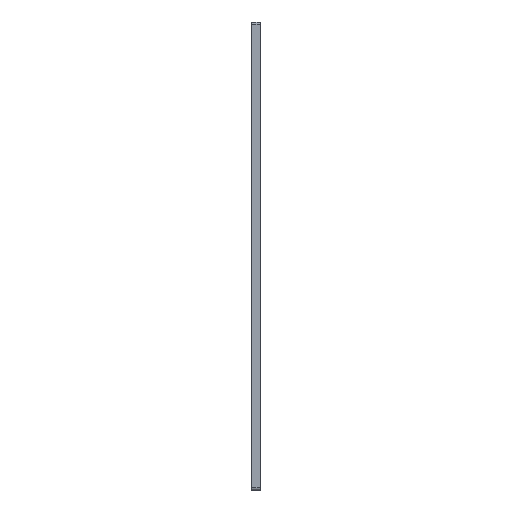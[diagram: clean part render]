
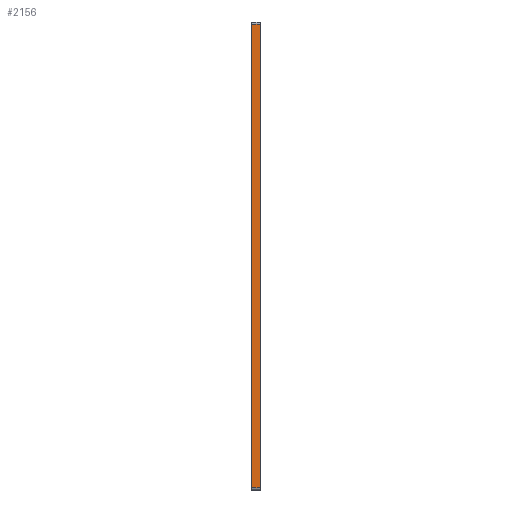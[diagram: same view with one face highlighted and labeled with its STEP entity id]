
A CAD part, left-side view. The second image highlights one B-rep face of the part: STEP entity #2156.
In plain terms, the highlighted planar face has unit normal (-1, 0, 0).
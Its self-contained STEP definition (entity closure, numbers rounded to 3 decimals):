
#8 = VERTEX_POINT ( 'NONE', #2643 ) ;
#122 = CARTESIAN_POINT ( 'NONE',  ( -150., -6., 146. ) ) ;
#191 = EDGE_CURVE ( 'NONE', #2178, #3254, #777, .T. ) ;
#213 = ORIENTED_EDGE ( 'NONE', *, *, #191, .T. ) ;
#452 = EDGE_LOOP ( 'NONE', ( #693, #2555, #2784, #213 ) ) ;
#519 = DIRECTION ( 'NONE',  ( 0., 0., 1. ) ) ;
#693 = ORIENTED_EDGE ( 'NONE', *, *, #1076, .F. ) ;
#696 = PLANE ( 'NONE',  #2028 ) ;
#709 = CARTESIAN_POINT ( 'NONE',  ( -150., 0., 147.5 ) ) ;
#776 = DIRECTION ( 'NONE',  ( 0., -1., 0. ) ) ;
#777 = LINE ( 'NONE', #800, #2994 ) ;
#800 = CARTESIAN_POINT ( 'NONE',  ( -150., -6., 146. ) ) ;
#982 = DIRECTION ( 'NONE',  ( -1., 0., 0. ) ) ;
#1076 = EDGE_CURVE ( 'NONE', #2224, #3254, #3446, .T. ) ;
#1516 = CARTESIAN_POINT ( 'NONE',  ( -150., -6., 147.5 ) ) ;
#1537 = CARTESIAN_POINT ( 'NONE',  ( -150., 0., -188. ) ) ;
#1866 = DIRECTION ( 'NONE',  ( 0., 0., 1. ) ) ;
#1898 = VECTOR ( 'NONE', #2471, 1000. ) ;
#1991 = LINE ( 'NONE', #2298, #2981 ) ;
#2028 = AXIS2_PLACEMENT_3D ( 'NONE', #1516, #982, #1866 ) ;
#2156 = ADVANCED_FACE ( 'NONE', ( #3579 ), #696, .T. ) ;
#2178 = VERTEX_POINT ( 'NONE', #122 ) ;
#2224 = VERTEX_POINT ( 'NONE', #1537 ) ;
#2298 = CARTESIAN_POINT ( 'NONE',  ( -150., -6., -188. ) ) ;
#2370 = VECTOR ( 'NONE', #519, 1000. ) ;
#2455 = CARTESIAN_POINT ( 'NONE',  ( -150., 0., 146. ) ) ;
#2471 = DIRECTION ( 'NONE',  ( 0., 0., 1. ) ) ;
#2555 = ORIENTED_EDGE ( 'NONE', *, *, #2859, .T. ) ;
#2569 = CARTESIAN_POINT ( 'NONE',  ( -150., -6., 147.5 ) ) ;
#2643 = CARTESIAN_POINT ( 'NONE',  ( -150., -6., -188. ) ) ;
#2784 = ORIENTED_EDGE ( 'NONE', *, *, #2839, .T. ) ;
#2839 = EDGE_CURVE ( 'NONE', #8, #2178, #3145, .T. ) ;
#2850 = DIRECTION ( 'NONE',  ( 0., 1., 0. ) ) ;
#2859 = EDGE_CURVE ( 'NONE', #2224, #8, #1991, .T. ) ;
#2981 = VECTOR ( 'NONE', #776, 1000. ) ;
#2994 = VECTOR ( 'NONE', #2850, 1000. ) ;
#3145 = LINE ( 'NONE', #2569, #2370 ) ;
#3254 = VERTEX_POINT ( 'NONE', #2455 ) ;
#3446 = LINE ( 'NONE', #709, #1898 ) ;
#3579 = FACE_OUTER_BOUND ( 'NONE', #452, .T. ) ;
